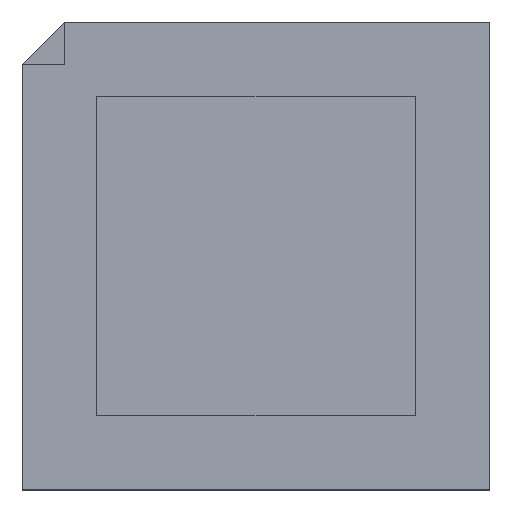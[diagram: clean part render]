
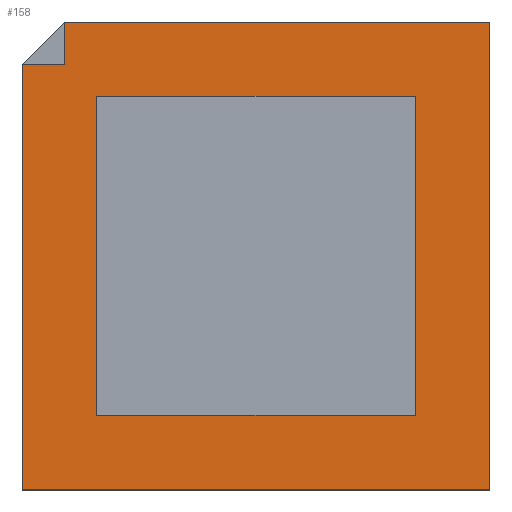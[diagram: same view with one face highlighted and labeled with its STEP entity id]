
A CAD part, top view. The second image highlights one B-rep face of the part: STEP entity #158.
In plain terms, the highlighted planar face has unit normal (0, 0, 1).
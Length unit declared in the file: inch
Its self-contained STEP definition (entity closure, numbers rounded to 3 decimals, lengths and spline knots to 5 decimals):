
#69=CARTESIAN_POINT('',(-0.18,0.18,0.1));
#70=DIRECTION('',(0.,1.,0.));
#71=VECTOR('',#70,1.);
#72=LINE('',#69,#71);
#73=EDGE_CURVE('',#75,#77,#72,.T.);
#74=CARTESIAN_POINT('',(-0.18,0.18,0.1));
#75=VERTEX_POINT('',#74);
#76=CARTESIAN_POINT('',(-0.18,0.22,0.1));
#77=VERTEX_POINT('',#76);
#78=ORIENTED_EDGE('',*,*,#73,.F.);
#79=CARTESIAN_POINT('',(-0.22,0.18,0.1));
#80=DIRECTION('',(1.,0.,0.));
#81=VECTOR('',#80,1.);
#82=LINE('',#79,#81);
#83=EDGE_CURVE('',#85,#75,#82,.T.);
#84=CARTESIAN_POINT('',(-0.22,0.18,0.1));
#85=VERTEX_POINT('',#84);
#86=ORIENTED_EDGE('',*,*,#83,.F.);
#87=CARTESIAN_POINT('',(-0.22,0.,0.1));
#88=DIRECTION('',(0.,1.,0.));
#89=VECTOR('',#88,1.);
#90=LINE('',#87,#89);
#91=EDGE_CURVE('',#93,#85,#90,.T.);
#92=CARTESIAN_POINT('',(-0.22,-0.22,0.1));
#93=VERTEX_POINT('',#92);
#94=ORIENTED_EDGE('',*,*,#91,.F.);
#95=CARTESIAN_POINT('',(0.,-0.22,0.1));
#96=DIRECTION('',(-1.,0.,0.));
#97=VECTOR('',#96,1.);
#98=LINE('',#95,#97);
#99=EDGE_CURVE('',#101,#93,#98,.T.);
#100=CARTESIAN_POINT('',(0.22,-0.22,0.1));
#101=VERTEX_POINT('',#100);
#102=ORIENTED_EDGE('',*,*,#99,.F.);
#103=CARTESIAN_POINT('',(0.22,0.,0.1));
#104=DIRECTION('',(0.,-1.,0.));
#105=VECTOR('',#104,1.);
#106=LINE('',#103,#105);
#107=EDGE_CURVE('',#109,#101,#106,.T.);
#108=CARTESIAN_POINT('',(0.22,0.22,0.1));
#109=VERTEX_POINT('',#108);
#110=ORIENTED_EDGE('',*,*,#107,.F.);
#111=CARTESIAN_POINT('',(0.,0.22,0.1));
#112=DIRECTION('',(1.,0.,0.));
#113=VECTOR('',#112,1.);
#114=LINE('',#111,#113);
#115=EDGE_CURVE('',#77,#109,#114,.T.);
#116=ORIENTED_EDGE('',*,*,#115,.F.);
#117=EDGE_LOOP('',(#78,#86,#94,#102,#110,#116));
#118=FACE_BOUND('',#117,.T.);
#119=CARTESIAN_POINT('',(-0.15,-0.15,0.1));
#120=DIRECTION('',(1.,0.,0.));
#121=VECTOR('',#120,1.);
#122=LINE('',#119,#121);
#123=EDGE_CURVE('',#125,#127,#122,.T.);
#124=CARTESIAN_POINT('',(-0.15,-0.15,0.1));
#125=VERTEX_POINT('',#124);
#126=CARTESIAN_POINT('',(0.15,-0.15,0.1));
#127=VERTEX_POINT('',#126);
#128=ORIENTED_EDGE('',*,*,#123,.F.);
#129=CARTESIAN_POINT('',(-0.15,-0.15,0.1));
#130=DIRECTION('',(0.,1.,0.));
#131=VECTOR('',#130,1.);
#132=LINE('',#129,#131);
#133=EDGE_CURVE('',#125,#135,#132,.T.);
#134=CARTESIAN_POINT('',(-0.15,0.15,0.1));
#135=VERTEX_POINT('',#134);
#136=ORIENTED_EDGE('',*,*,#133,.T.);
#137=CARTESIAN_POINT('',(-0.15,0.15,0.1));
#138=DIRECTION('',(1.,0.,0.));
#139=VECTOR('',#138,1.);
#140=LINE('',#137,#139);
#141=EDGE_CURVE('',#135,#143,#140,.T.);
#142=CARTESIAN_POINT('',(0.15,0.15,0.1));
#143=VERTEX_POINT('',#142);
#144=ORIENTED_EDGE('',*,*,#141,.T.);
#145=CARTESIAN_POINT('',(0.15,-0.15,0.1));
#146=DIRECTION('',(0.,1.,0.));
#147=VECTOR('',#146,1.);
#148=LINE('',#145,#147);
#149=EDGE_CURVE('',#127,#143,#148,.T.);
#150=ORIENTED_EDGE('',*,*,#149,.F.);
#151=EDGE_LOOP('',(#128,#136,#144,#150));
#152=FACE_BOUND('',#151,.T.);
#153=CARTESIAN_POINT('',(0.,0.,0.1));
#154=DIRECTION('',(0.,0.,1.));
#155=DIRECTION('',(1.,0.,0.));
#156=AXIS2_PLACEMENT_3D('',#153,#154,#155);
#157=PLANE('',#156);
#158=ADVANCED_FACE('',(#118,#152),#157,.T.);
